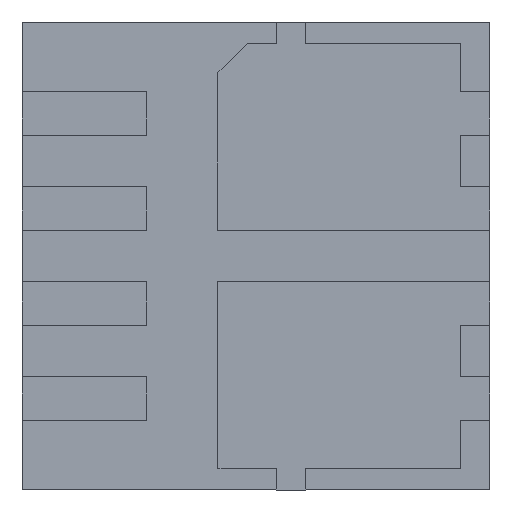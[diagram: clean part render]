
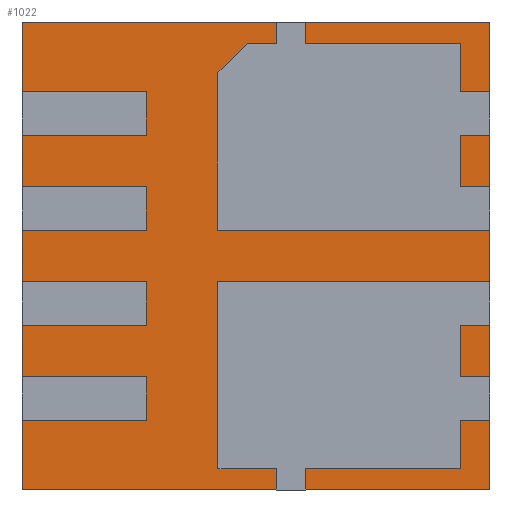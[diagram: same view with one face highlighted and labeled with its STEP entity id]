
A CAD part, front view. The second image highlights one B-rep face of the part: STEP entity #1022.
In plain terms, the highlighted planar face has unit normal (0, -1, 0).
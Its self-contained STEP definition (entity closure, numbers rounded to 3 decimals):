
#93 = DIRECTION ( 'NONE',  ( 0., 0., -1. ) ) ;
#167 = CARTESIAN_POINT ( 'NONE',  ( 0., 0., 0. ) ) ;
#267 = EDGE_CURVE ( 'NONE', #1687, #1083, #1335, .T. ) ;
#296 = DIRECTION ( 'NONE',  ( -1., 0., 0. ) ) ;
#310 = DIRECTION ( 'NONE',  ( 0., 0., 1. ) ) ;
#342 = ORIENTED_EDGE ( 'NONE', *, *, #915, .F. ) ;
#385 = EDGE_LOOP ( 'NONE', ( #342, #1801, #1390, #1748 ) ) ;
#549 = LINE ( 'NONE', #1151, #1798 ) ;
#583 = PLANE ( 'NONE',  #1101 ) ;
#596 = CARTESIAN_POINT ( 'NONE',  ( -1.6, 0., -1.6 ) ) ;
#622 = VECTOR ( 'NONE', #839, 1000. ) ;
#759 = CARTESIAN_POINT ( 'NONE',  ( 1.6, 0., -1.6 ) ) ;
#839 = DIRECTION ( 'NONE',  ( 0., 0., 1. ) ) ;
#867 = VERTEX_POINT ( 'NONE', #1118 ) ;
#915 = EDGE_CURVE ( 'NONE', #1083, #867, #1747, .T. ) ;
#964 = VERTEX_POINT ( 'NONE', #1779 ) ;
#965 = LINE ( 'NONE', #1856, #1423 ) ;
#1022 = ADVANCED_FACE ( 'NONE', ( #1651 ), #583, .F. ) ;
#1039 = DIRECTION ( 'NONE',  ( 0., 1., 0. ) ) ;
#1083 = VERTEX_POINT ( 'NONE', #596 ) ;
#1101 = AXIS2_PLACEMENT_3D ( 'NONE', #167, #1039, #310 ) ;
#1118 = CARTESIAN_POINT ( 'NONE',  ( -1.6, 0., 1.6 ) ) ;
#1142 = CARTESIAN_POINT ( 'NONE',  ( -1.6, 0., 0. ) ) ;
#1151 = CARTESIAN_POINT ( 'NONE',  ( 1.6, 0., 0. ) ) ;
#1248 = DIRECTION ( 'NONE',  ( 1., 0., 0. ) ) ;
#1335 = LINE ( 'NONE', #1637, #1603 ) ;
#1390 = ORIENTED_EDGE ( 'NONE', *, *, #1577, .F. ) ;
#1423 = VECTOR ( 'NONE', #1248, 1000. ) ;
#1577 = EDGE_CURVE ( 'NONE', #964, #1687, #549, .T. ) ;
#1603 = VECTOR ( 'NONE', #296, 1000. ) ;
#1637 = CARTESIAN_POINT ( 'NONE',  ( 0., 0., -1.6 ) ) ;
#1651 = FACE_OUTER_BOUND ( 'NONE', #385, .T. ) ;
#1687 = VERTEX_POINT ( 'NONE', #759 ) ;
#1747 = LINE ( 'NONE', #1142, #622 ) ;
#1748 = ORIENTED_EDGE ( 'NONE', *, *, #1819, .F. ) ;
#1779 = CARTESIAN_POINT ( 'NONE',  ( 1.6, 0., 1.6 ) ) ;
#1798 = VECTOR ( 'NONE', #93, 1000. ) ;
#1801 = ORIENTED_EDGE ( 'NONE', *, *, #267, .F. ) ;
#1819 = EDGE_CURVE ( 'NONE', #867, #964, #965, .T. ) ;
#1856 = CARTESIAN_POINT ( 'NONE',  ( 0., 0., 1.6 ) ) ;
